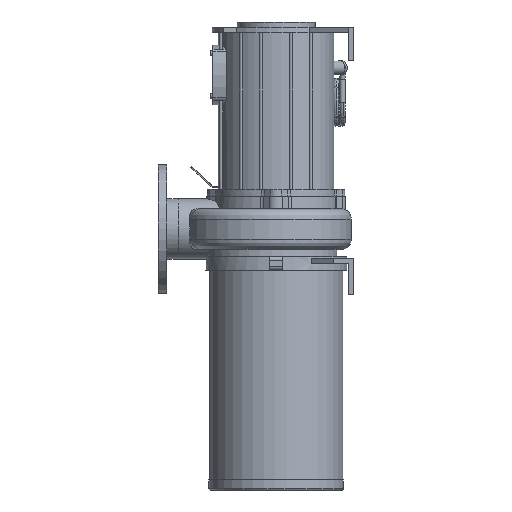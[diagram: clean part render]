
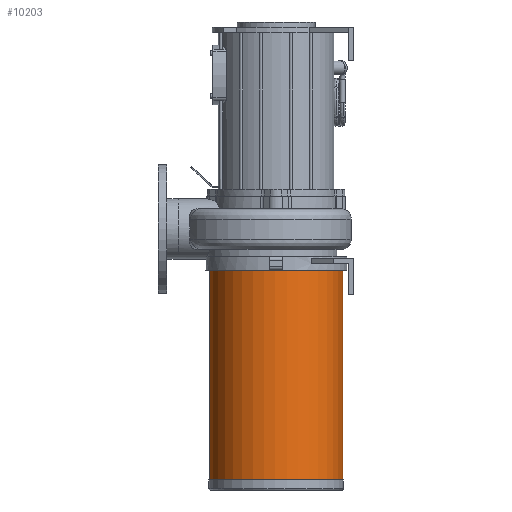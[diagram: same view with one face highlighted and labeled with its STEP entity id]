
A CAD part, left-side view. The second image highlights one B-rep face of the part: STEP entity #10203.
In plain terms, the highlighted cylindrical face has radius 99 mm (diameter 198 mm), a full revolution.
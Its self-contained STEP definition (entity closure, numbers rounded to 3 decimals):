
#2724=FACE_BOUND('',#3851,.T.);
#3205=FACE_OUTER_BOUND('',#3850,.T.);
#3850=EDGE_LOOP('',(#9189));
#3851=EDGE_LOOP('',(#9190));
#4230=CIRCLE('',#10974,99.);
#4233=CIRCLE('',#10980,99.);
#5147=VERTEX_POINT('',#17838);
#5150=VERTEX_POINT('',#17847);
#6510=EDGE_CURVE('',#5147,#5147,#4230,.T.);
#6513=EDGE_CURVE('',#5150,#5150,#4233,.T.);
#9189=ORIENTED_EDGE('',*,*,#6510,.T.);
#9190=ORIENTED_EDGE('',*,*,#6513,.F.);
#9727=CYLINDRICAL_SURFACE('',#10979,99.);
#10203=ADVANCED_FACE('',(#3205,#2724),#9727,.T.);
#10974=AXIS2_PLACEMENT_3D('',#17839,#13196,#13197);
#10979=AXIS2_PLACEMENT_3D('',#17846,#13206,#13207);
#10980=AXIS2_PLACEMENT_3D('',#17848,#13208,#13209);
#13196=DIRECTION('center_axis',(0.,0.,-1.));
#13197=DIRECTION('ref_axis',(-1.,0.,0.));
#13206=DIRECTION('center_axis',(0.,0.,1.));
#13207=DIRECTION('ref_axis',(-1.,0.,0.));
#13208=DIRECTION('center_axis',(0.,0.,-1.));
#13209=DIRECTION('ref_axis',(-1.,0.,0.));
#17838=CARTESIAN_POINT('',(99.,0.,312.));
#17839=CARTESIAN_POINT('Origin',(0.,0.,312.));
#17846=CARTESIAN_POINT('Origin',(0.,0.,0.));
#17847=CARTESIAN_POINT('',(99.,0.,0.));
#17848=CARTESIAN_POINT('Origin',(0.,0.,0.));
